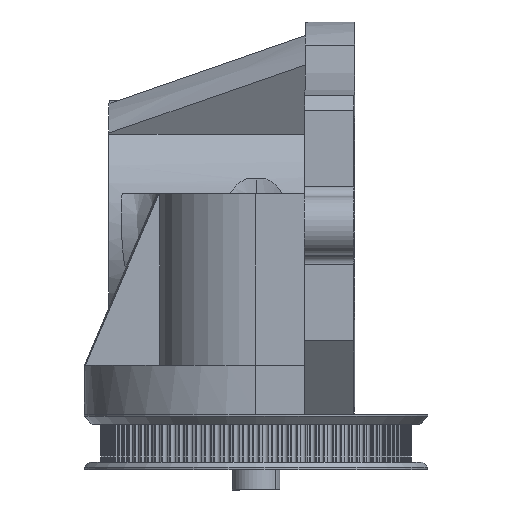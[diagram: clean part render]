
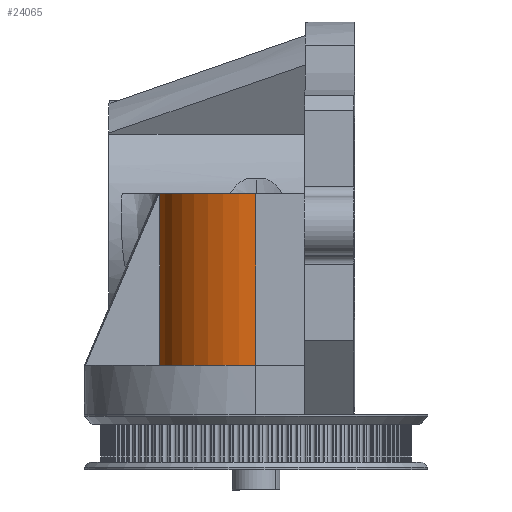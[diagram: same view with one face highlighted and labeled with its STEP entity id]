
A CAD part, left-side view. The second image highlights one B-rep face of the part: STEP entity #24065.
In plain terms, the highlighted cylindrical face has radius 20 mm (diameter 40 mm), a partial arc.
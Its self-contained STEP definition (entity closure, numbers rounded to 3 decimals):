
#626 = CARTESIAN_POINT ( 'NONE',  ( -10., -30., 37.5 ) ) ;
#888 = AXIS2_PLACEMENT_3D ( 'NONE', #626, #5371, #14673 ) ;
#2302 = CARTESIAN_POINT ( 'NONE',  ( -29.596, -30., 41.5 ) ) ;
#2521 = LINE ( 'NONE', #4218, #16527 ) ;
#2827 = EDGE_CURVE ( 'NONE', #9802, #11533, #3238, .T. ) ;
#3238 = CIRCLE ( 'NONE', #888, 20. ) ;
#4076 = DIRECTION ( 'NONE',  ( 0., -1., 0. ) ) ;
#4218 = CARTESIAN_POINT ( 'NONE',  ( -10., 5., 57.5 ) ) ;
#4817 = CARTESIAN_POINT ( 'NONE',  ( -10., 5., 37.5 ) ) ;
#5075 = LINE ( 'NONE', #18526, #20659 ) ;
#5371 = DIRECTION ( 'NONE',  ( 0., 1., 0. ) ) ;
#6352 = ORIENTED_EDGE ( 'NONE', *, *, #7607, .T. ) ;
#6405 = FACE_OUTER_BOUND ( 'NONE', #13784, .T. ) ;
#6519 = DIRECTION ( 'NONE',  ( 0., -1., 0. ) ) ;
#7607 = EDGE_CURVE ( 'NONE', #14957, #18788, #19710, .T. ) ;
#7651 = ORIENTED_EDGE ( 'NONE', *, *, #14461, .T. ) ;
#8472 = CYLINDRICAL_SURFACE ( 'NONE', #17750, 20. ) ;
#9802 = VERTEX_POINT ( 'NONE', #2302 ) ;
#9811 = DIRECTION ( 'NONE',  ( 0., 0., 1. ) ) ;
#9965 = DIRECTION ( 'NONE',  ( 0., -1., 0. ) ) ;
#10061 = CARTESIAN_POINT ( 'NONE',  ( -10., 5., 37.5 ) ) ;
#11533 = VERTEX_POINT ( 'NONE', #12883 ) ;
#12883 = CARTESIAN_POINT ( 'NONE',  ( -10., -30., 57.5 ) ) ;
#13784 = EDGE_LOOP ( 'NONE', ( #6352, #7651, #15593, #22596 ) ) ;
#14461 = EDGE_CURVE ( 'NONE', #18788, #9802, #5075, .T. ) ;
#14673 = DIRECTION ( 'NONE',  ( 0., 0., 1. ) ) ;
#14957 = VERTEX_POINT ( 'NONE', #15602 ) ;
#15593 = ORIENTED_EDGE ( 'NONE', *, *, #2827, .T. ) ;
#15602 = CARTESIAN_POINT ( 'NONE',  ( -10., 5., 57.5 ) ) ;
#15948 = DIRECTION ( 'NONE',  ( 0., 0., -1. ) ) ;
#16527 = VECTOR ( 'NONE', #9965, 1000. ) ;
#17750 = AXIS2_PLACEMENT_3D ( 'NONE', #4817, #6519, #15948 ) ;
#18526 = CARTESIAN_POINT ( 'NONE',  ( -29.596, 5., 41.5 ) ) ;
#18788 = VERTEX_POINT ( 'NONE', #22073 ) ;
#19710 = CIRCLE ( 'NONE', #23269, 20. ) ;
#20013 = DIRECTION ( 'NONE',  ( 0., -1., 0. ) ) ;
#20659 = VECTOR ( 'NONE', #20013, 1000. ) ;
#22073 = CARTESIAN_POINT ( 'NONE',  ( -29.596, 5., 41.5 ) ) ;
#22390 = EDGE_CURVE ( 'NONE', #14957, #11533, #2521, .T. ) ;
#22596 = ORIENTED_EDGE ( 'NONE', *, *, #22390, .F. ) ;
#23269 = AXIS2_PLACEMENT_3D ( 'NONE', #10061, #4076, #9811 ) ;
#24065 = ADVANCED_FACE ( 'NONE', ( #6405 ), #8472, .T. ) ;
